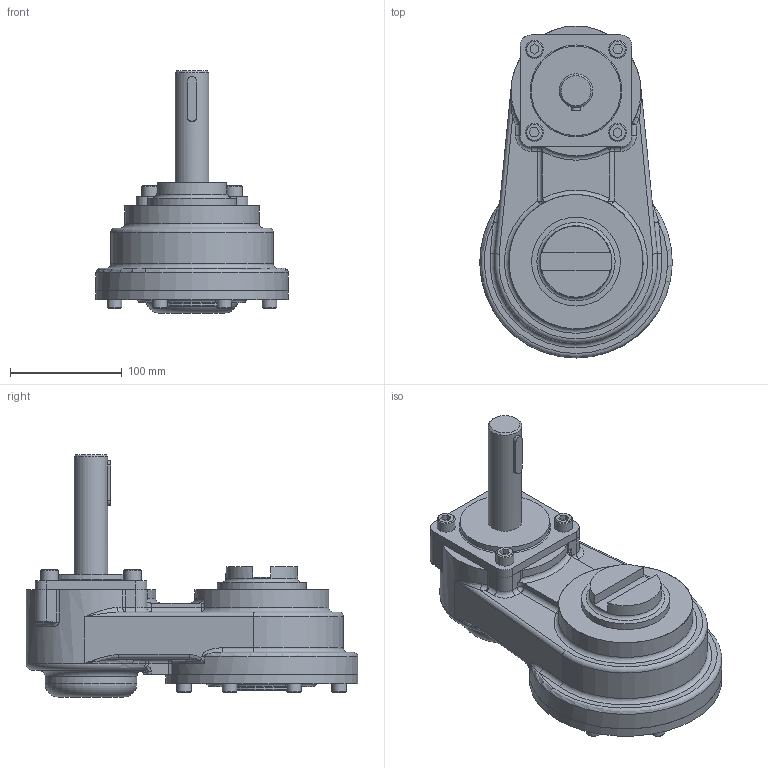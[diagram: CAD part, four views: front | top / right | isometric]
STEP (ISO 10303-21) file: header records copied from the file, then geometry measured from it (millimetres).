
FILE_DESCRIPTION( ( 'Unknown' ), '1' );
FILE_NAME( 'PUBIS2-MAN-F10_simplified.stp', 'Unknown', ( 'Unknown' ), ( 'Unknown' ), 'PSStep 15.0.49', 'Unknown', ' ' );
FILE_SCHEMA( ( 'AUTOMOTIVE_DESIGN { 1 0 10303 214 1 1 1 1 }' ) );
Length unit declared in the file: millimetre
Products named in the file (22): 1; 2; 3; 4; 5; 6; 7; 8; 9; 10; 11; 12; 13; 14; 15; 16; 17; 18; 19; 20; 21; 22
Bounding box: 172 x 296.7 x 216.5 mm (x, y, z)
Surface area: 201992.8 mm2 (no closed solid volume)
Topology: 0 solids, 337 shells, 337 faces, 1556 edges, 1484 vertices
Faces by surface type: plane 149, cylinder 75, torus 44, bspline 34, cone 24, sphere 11
Full cylindrical faces by diameter (mm): 8.376 x4, 13 x8, 16 x4, 30 x1, 55.05 x1, 69.925 x1, 79.375 x1, 80 x1, 82 x1, 84.95 x1, 120 x1, 172 x1
Entity records: 24341 total; most frequent: CARTESIAN_POINT 10034, DIRECTION 2453, VERTEX_POINT 1462, ORIENTED_EDGE 1458, EDGE_CURVE 1458, AXIS2_PLACEMENT_3D 885, LINE 683, VECTOR 683
